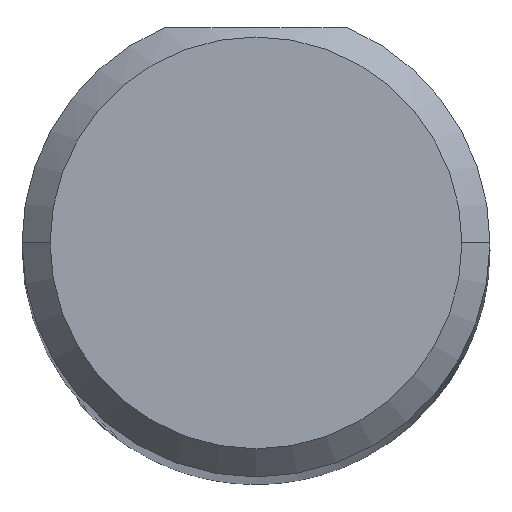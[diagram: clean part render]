
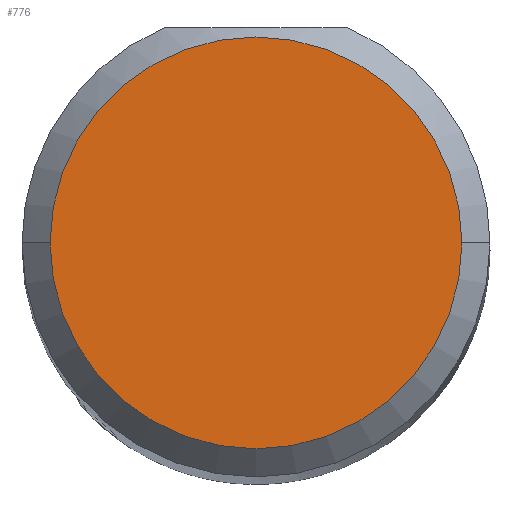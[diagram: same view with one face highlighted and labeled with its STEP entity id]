
A CAD part, top view. The second image highlights one B-rep face of the part: STEP entity #776.
In plain terms, the highlighted planar face has unit normal (0, 0, 1).
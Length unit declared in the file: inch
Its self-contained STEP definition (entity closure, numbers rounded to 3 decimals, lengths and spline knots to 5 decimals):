
#18 = CARTESIAN_POINT ( 'NONE',  ( 0.11, 0., 2.5 ) ) ;
#34 = FACE_OUTER_BOUND ( 'NONE', #226, .T. ) ;
#36 = PLANE ( 'NONE',  #693 ) ;
#83 = CARTESIAN_POINT ( 'NONE',  ( -0.11, 0., 2.5 ) ) ;
#163 = CARTESIAN_POINT ( 'NONE',  ( 0., 0., 2.5 ) ) ;
#196 = CIRCLE ( 'NONE', #819, 0.11 ) ;
#203 = VERTEX_POINT ( 'NONE', #83 ) ;
#215 = ORIENTED_EDGE ( 'NONE', *, *, #686, .T. ) ;
#226 = EDGE_LOOP ( 'NONE', ( #377, #215 ) ) ;
#234 = CARTESIAN_POINT ( 'NONE',  ( 0., 0., 2.5 ) ) ;
#242 = DIRECTION ( 'NONE',  ( 0., 0., 1. ) ) ;
#254 = VERTEX_POINT ( 'NONE', #18 ) ;
#377 = ORIENTED_EDGE ( 'NONE', *, *, #549, .T. ) ;
#378 = CARTESIAN_POINT ( 'NONE',  ( 0., 0., 2.5 ) ) ;
#479 = DIRECTION ( 'NONE',  ( 1., 0., 0. ) ) ;
#489 = DIRECTION ( 'NONE',  ( 0., 0., 1. ) ) ;
#538 = DIRECTION ( 'NONE',  ( 0., 0., 1. ) ) ;
#549 = EDGE_CURVE ( 'NONE', #203, #254, #756, .T. ) ;
#651 = AXIS2_PLACEMENT_3D ( 'NONE', #163, #538, #479 ) ;
#686 = EDGE_CURVE ( 'NONE', #254, #203, #196, .T. ) ;
#693 = AXIS2_PLACEMENT_3D ( 'NONE', #234, #489, #747 ) ;
#747 = DIRECTION ( 'NONE',  ( 1., 0., 0. ) ) ;
#756 = CIRCLE ( 'NONE', #651, 0.11 ) ;
#776 = ADVANCED_FACE ( 'NONE', ( #34 ), #36, .T. ) ;
#808 = DIRECTION ( 'NONE',  ( 1., 0., 0. ) ) ;
#819 = AXIS2_PLACEMENT_3D ( 'NONE', #378, #242, #808 ) ;
